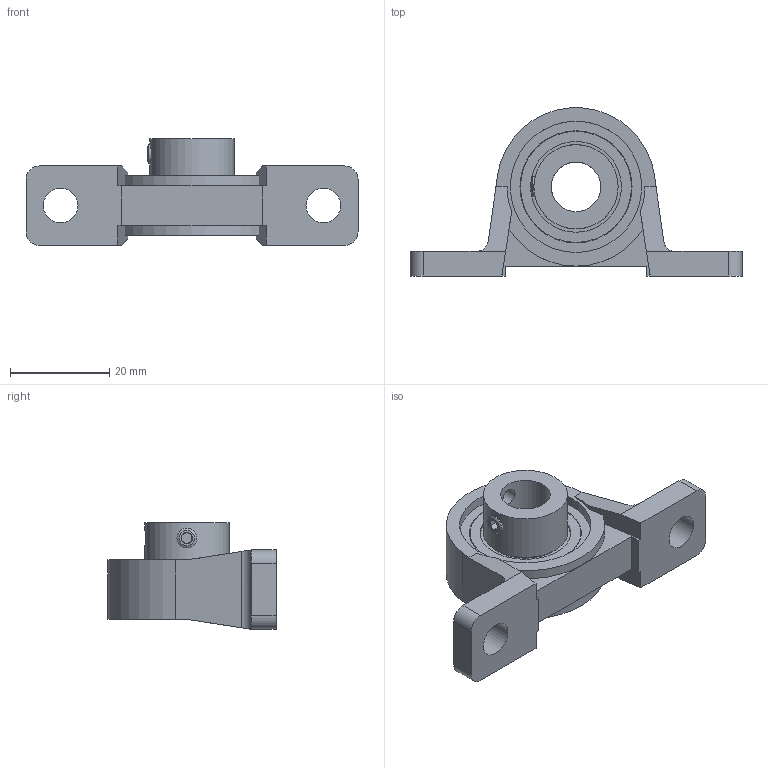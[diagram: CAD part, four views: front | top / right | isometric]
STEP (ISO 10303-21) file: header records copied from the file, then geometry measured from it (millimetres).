
FILE_DESCRIPTION(/* description */ ('STEP AP214'),/* implementation_level */ '2;1');
FILE_NAME(/* name */ 'PBRSX10',/* time_stamp */ '2023-10-02T14:42:16+02:00',/* author */ ('License CC BY-ND 4.0'),/* organization */ ('CADENAS'),/* preprocessor_version */ 'ST-DEVELOPER v19.3',/* originating_system */ 'PARTsolutions',/* authorisation */ ' ');
FILE_SCHEMA (('AUTOMOTIVE_DESIGN {1 0 10303 214 3 1 1}'));
Length unit declared in the file: millimetre
Products named in the file (3): PBRSX10; Hexagon socket set screw with flat point DIN 913 - M4x4; PBRSX10x
Assembly tree (2 placements, depth 2):
  PBRSX10
    Hexagon socket set screw with flat point DIN 913 - M4x4
    PBRSX10x
Bounding box: 67 x 33.94 x 21.5 mm (x, y, z)
Volume: 12277.7 mm3; surface area: 6550.5 mm2
Topology: 2 solids, 2 shells, 84 faces, 198 edges, 125 vertices
Faces by surface type: plane 46, cylinder 24, cone 11, torus 3
Full cylindrical faces by diameter (mm): 3.242 x1, 3.5 x1, 4 x1, 7 x2, 10 x1, 15.667 x1, 17 x1, 18.333 x1, 26.5 x2
Entity records: 2851 total; most frequent: CARTESIAN_POINT 450, DIRECTION 398, ORIENTED_EDGE 348, EDGE_CURVE 174, AXIS2_PLACEMENT_3D 150, VERTEX_POINT 120, EDGE_LOOP 120, FACE_BOUND 120
